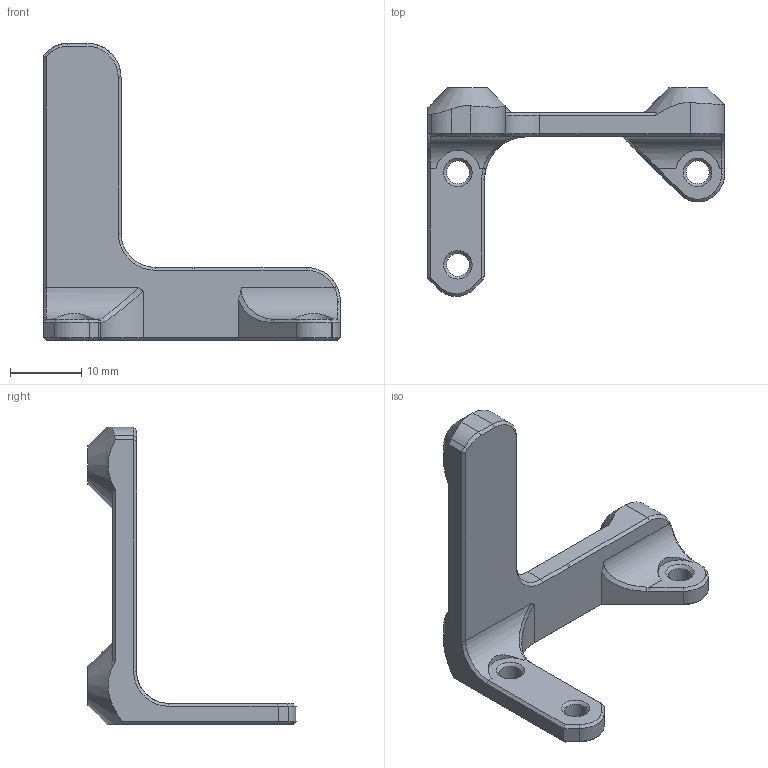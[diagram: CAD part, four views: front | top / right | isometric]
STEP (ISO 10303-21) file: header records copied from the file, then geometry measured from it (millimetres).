
FILE_DESCRIPTION(/* description */ (''),/* implementation_level */ '2;1');
FILE_NAME(/* name */ 'huvud_bracket.step',/* time_stamp */ '2022-01-29T20:06:18-05:00',/* author */ (''),/* organization */ (''),/* preprocessor_version */ 'ST-DEVELOPER v18.1',/* originating_system */ 'Autodesk Translation Framework v10.13.0.1454',/* authorisation */ '');
FILE_SCHEMA (('AUTOMOTIVE_DESIGN { 1 0 10303 214 3 1 1 }'));
Length unit declared in the file: millimetre
Products named in the file (1): mantis_v1.037a_huvud mounting bracket
Bounding box: 41.7 x 29.29 x 41.81 mm (x, y, z)
Volume: 3724.4 mm3; surface area: 3072.7 mm2
Topology: 1 solids, 1 shells, 101 faces, 244 edges, 148 vertices
Faces by surface type: plane 50, cone 25, cylinder 18, bspline 8
Full cylindrical faces by diameter (mm): 3.2 x3, 4.7 x3
Entity records: 3209 total; most frequent: CARTESIAN_POINT 908, ORIENTED_EDGE 488, DIRECTION 447, EDGE_CURVE 244, AXIS2_PLACEMENT_3D 154, VERTEX_POINT 148, LINE 139, VECTOR 139
